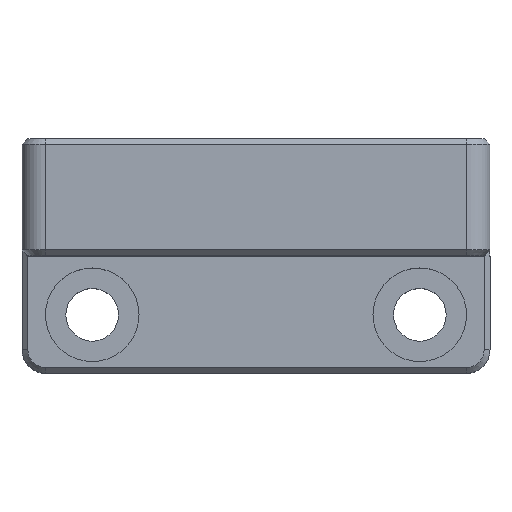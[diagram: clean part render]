
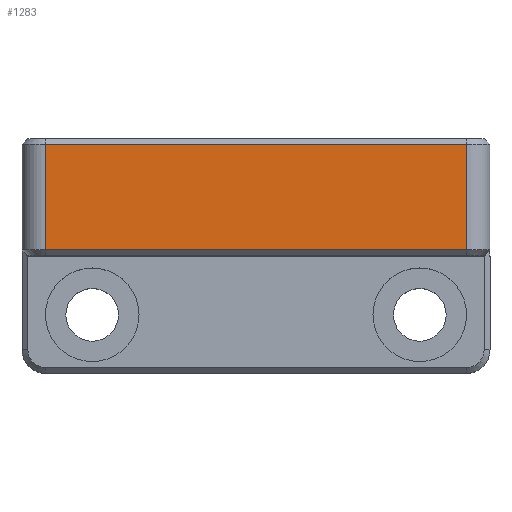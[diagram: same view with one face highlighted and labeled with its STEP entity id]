
A CAD part, top view. The second image highlights one B-rep face of the part: STEP entity #1283.
In plain terms, the highlighted planar face has unit normal (0, 0, 1).
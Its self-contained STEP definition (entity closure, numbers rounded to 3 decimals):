
#39 = VERTEX_POINT ( 'NONE', #1605 ) ;
#89 = EDGE_CURVE ( 'NONE', #1026, #1134, #218, .T. ) ;
#99 = EDGE_CURVE ( 'NONE', #2009, #39, #882, .T. ) ;
#125 = VECTOR ( 'NONE', #1236, 1000. ) ;
#181 = DIRECTION ( 'NONE',  ( 0., 1., 0. ) ) ;
#218 = LINE ( 'NONE', #410, #1751 ) ;
#397 = DIRECTION ( 'NONE',  ( -1., 0., 0. ) ) ;
#410 = CARTESIAN_POINT ( 'NONE',  ( 0., 32.051, 0. ) ) ;
#417 = EDGE_LOOP ( 'NONE', ( #1699, #802, #1972, #423 ) ) ;
#423 = ORIENTED_EDGE ( 'NONE', *, *, #99, .T. ) ;
#542 = VECTOR ( 'NONE', #1626, 1000. ) ;
#802 = ORIENTED_EDGE ( 'NONE', *, *, #89, .T. ) ;
#814 = DIRECTION ( 'NONE',  ( -1., 0., 0. ) ) ;
#882 = LINE ( 'NONE', #1245, #125 ) ;
#953 = LINE ( 'NONE', #1263, #542 ) ;
#992 = DIRECTION ( 'NONE',  ( 0., 0., -1. ) ) ;
#1023 = CARTESIAN_POINT ( 'NONE',  ( 18.292, 0., 0. ) ) ;
#1026 = VERTEX_POINT ( 'NONE', #2174 ) ;
#1057 = EDGE_CURVE ( 'NONE', #1134, #2009, #953, .T. ) ;
#1134 = VERTEX_POINT ( 'NONE', #1673 ) ;
#1236 = DIRECTION ( 'NONE',  ( 1., 0., 0. ) ) ;
#1245 = CARTESIAN_POINT ( 'NONE',  ( 0., 23.051, 0. ) ) ;
#1263 = CARTESIAN_POINT ( 'NONE',  ( -17.708, 0., 0. ) ) ;
#1283 = ADVANCED_FACE ( 'NONE', ( #1905 ), #1869, .F. ) ;
#1324 = CARTESIAN_POINT ( 'NONE',  ( 0., 0., 0. ) ) ;
#1421 = LINE ( 'NONE', #1023, #1708 ) ;
#1454 = EDGE_CURVE ( 'NONE', #39, #1026, #1421, .T. ) ;
#1585 = AXIS2_PLACEMENT_3D ( 'NONE', #1324, #992, #814 ) ;
#1605 = CARTESIAN_POINT ( 'NONE',  ( 18.292, 23.051, 0. ) ) ;
#1626 = DIRECTION ( 'NONE',  ( 0., -1., 0. ) ) ;
#1673 = CARTESIAN_POINT ( 'NONE',  ( -17.708, 32.051, 0. ) ) ;
#1699 = ORIENTED_EDGE ( 'NONE', *, *, #1454, .T. ) ;
#1708 = VECTOR ( 'NONE', #181, 1000. ) ;
#1751 = VECTOR ( 'NONE', #397, 1000. ) ;
#1869 = PLANE ( 'NONE',  #1585 ) ;
#1905 = FACE_OUTER_BOUND ( 'NONE', #417, .T. ) ;
#1972 = ORIENTED_EDGE ( 'NONE', *, *, #1057, .T. ) ;
#2009 = VERTEX_POINT ( 'NONE', #2199 ) ;
#2174 = CARTESIAN_POINT ( 'NONE',  ( 18.292, 32.051, 0. ) ) ;
#2199 = CARTESIAN_POINT ( 'NONE',  ( -17.708, 23.051, 0. ) ) ;
